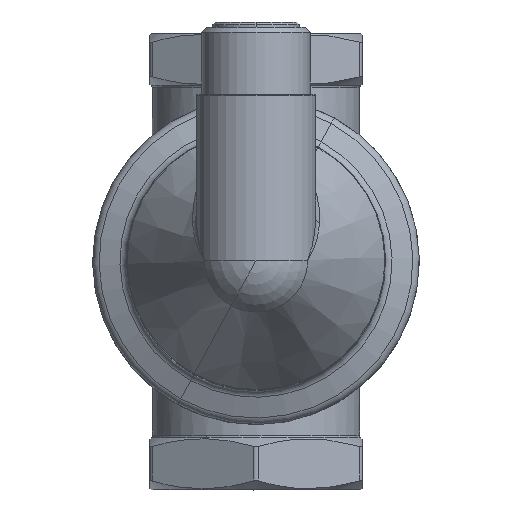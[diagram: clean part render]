
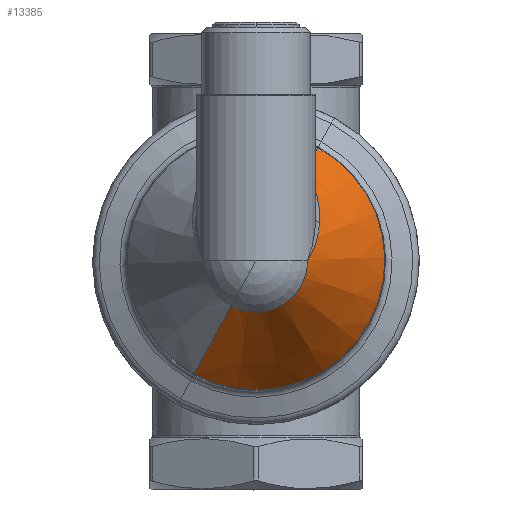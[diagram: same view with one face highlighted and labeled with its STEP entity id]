
A CAD part, top view. The second image highlights one B-rep face of the part: STEP entity #13385.
In plain terms, the highlighted conical face has half-angle 30 degrees and reference radius 9.959 mm.
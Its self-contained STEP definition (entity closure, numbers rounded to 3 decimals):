
#13337=AXIS2_PLACEMENT_3D('Cone Axis2P3D',#13334,#13335,#13336) ;
#13369=AXIS2_PLACEMENT_3D('Circle Axis2P3D',#13367,#13368,$) ;
#13374=AXIS2_PLACEMENT_3D('Circle Axis2P3D',#13372,#13373,$) ;
#12852=CARTESIAN_POINT('Vertex',(-4.775,-8.74,98.25)) ;
#12892=CARTESIAN_POINT('Control Point',(12.25,7.073,91.)) ;
#12893=CARTESIAN_POINT('Control Point',(12.213,6.581,91.482)) ;
#12894=CARTESIAN_POINT('Control Point',(12.157,6.094,91.962)) ;
#12895=CARTESIAN_POINT('Control Point',(12.083,5.613,92.438)) ;
#12896=CARTESIAN_POINT('Control Point',(11.825,4.264,93.784)) ;
#12897=CARTESIAN_POINT('Control Point',(11.432,2.977,95.095)) ;
#12898=CARTESIAN_POINT('Control Point',(11.124,2.173,95.927)) ;
#12899=CARTESIAN_POINT('Control Point',(10.698,1.26,96.887)) ;
#12900=CARTESIAN_POINT('Control Point',(10.208,0.408,97.807)) ;
#12901=CARTESIAN_POINT('Control Point',(10.13,0.274,97.951)) ;
#12902=CARTESIAN_POINT('Control Point',(10.047,0.14,98.097)) ;
#12903=CARTESIAN_POINT('Control Point',(9.964,0.007,98.242)) ;
#12904=CARTESIAN_POINT('Control Point',(9.962,0.005,98.245)) ;
#12905=CARTESIAN_POINT('Control Point',(9.961,0.002,98.247)) ;
#12906=CARTESIAN_POINT('Control Point',(9.959,0.,98.25)) ;
#12907=CARTESIAN_POINT('Vertex',(9.959,0.,98.25)) ;
#12909=CARTESIAN_POINT('Vertex',(12.25,7.073,91.)) ;
#13027=CARTESIAN_POINT('Control Point',(9.482,17.356,81.244)) ;
#13028=CARTESIAN_POINT('Control Point',(9.856,16.834,81.729)) ;
#13029=CARTESIAN_POINT('Control Point',(10.191,16.301,82.223)) ;
#13030=CARTESIAN_POINT('Control Point',(10.491,15.763,82.724)) ;
#13031=CARTESIAN_POINT('Control Point',(11.072,14.581,83.827)) ;
#13032=CARTESIAN_POINT('Control Point',(11.509,13.386,84.948)) ;
#13033=CARTESIAN_POINT('Control Point',(11.707,12.738,85.559)) ;
#13034=CARTESIAN_POINT('Control Point',(12.09,11.198,87.016)) ;
#13035=CARTESIAN_POINT('Control Point',(12.277,9.669,88.478)) ;
#13036=CARTESIAN_POINT('Control Point',(12.325,8.791,89.324)) ;
#13037=CARTESIAN_POINT('Control Point',(12.315,7.924,90.166)) ;
#13038=CARTESIAN_POINT('Control Point',(12.25,7.073,91.)) ;
#13039=CARTESIAN_POINT('Vertex',(9.482,17.356,81.244)) ;
#13334=CARTESIAN_POINT('Axis2P3D Location',(0.,0.,98.25)) ;
#13339=CARTESIAN_POINT('Line Origine',(8.348,15.281,85.34)) ;
#13343=CARTESIAN_POINT('Vertex',(11.921,21.822,72.431)) ;
#13350=CARTESIAN_POINT('Vertex',(-11.921,-21.822,72.431)) ;
#13353=CARTESIAN_POINT('Line Origine',(-8.348,-15.281,85.34)) ;
#13367=CARTESIAN_POINT('Axis2P3D Location',(0.,0.,98.25)) ;
#13372=CARTESIAN_POINT('Axis2P3D Location',(0.,0.,72.431)) ;
#13335=DIRECTION('Axis2P3D Direction',(0.,0.,-1.)) ;
#13336=DIRECTION('Axis2P3D XDirection',(0.479,0.878,0.)) ;
#13340=DIRECTION('Vector Direction',(0.24,0.439,-0.866)) ;
#13354=DIRECTION('Vector Direction',(-0.24,-0.439,-0.866)) ;
#13368=DIRECTION('Axis2P3D Direction',(0.,0.,-1.)) ;
#13373=DIRECTION('Axis2P3D Direction',(0.,0.,-1.)) ;
#13341=VECTOR('Line Direction',#13340,1.) ;
#13355=VECTOR('Line Direction',#13354,1.) ;
#13378=ORIENTED_EDGE('',*,*,#13371,.T.) ;
#13379=ORIENTED_EDGE('',*,*,#13357,.F.) ;
#13380=ORIENTED_EDGE('',*,*,#13376,.F.) ;
#13381=ORIENTED_EDGE('',*,*,#13345,.T.) ;
#13382=ORIENTED_EDGE('',*,*,#13041,.F.) ;
#13383=ORIENTED_EDGE('',*,*,#12911,.F.) ;
#13385=ADVANCED_FACE('Hauptk\X2\00F6\X0\rper',(#13384),#13338,.T.) ;
#12891=B_SPLINE_CURVE_WITH_KNOTS('',5,(#12892,#12893,#12894,#12895,#12896,#12897,#12898,#12899,#12900,#12901,#12902,#12903,#12904,#12905,#12906),.UNSPECIFIED.,.F.,.U.,(6,3,3,3,6),(20.422,25.465,34.774,36.524,36.557),.UNSPECIFIED.) ;
#13026=B_SPLINE_CURVE_WITH_KNOTS('',5,(#13027,#13028,#13029,#13030,#13031,#13032,#13033,#13034,#13035,#13036,#13037,#13038),.UNSPECIFIED.,.F.,.U.,(6,3,3,6),(0.,5.373,11.695,20.422),.UNSPECIFIED.) ;
#13370=CIRCLE('generated circle',#13369,9.959) ;
#13375=CIRCLE('generated circle',#13374,24.866) ;
#13338=CONICAL_SURFACE('Cone',#13337,9.959,0.524) ;
#12911=EDGE_CURVE('',#12908,#12910,#12891,.F.) ;
#13041=EDGE_CURVE('',#12910,#13040,#13026,.F.) ;
#13345=EDGE_CURVE('',#13344,#13040,#13342,.F.) ;
#13357=EDGE_CURVE('',#13351,#12853,#13356,.F.) ;
#13371=EDGE_CURVE('',#12908,#12853,#13370,.T.) ;
#13376=EDGE_CURVE('',#13344,#13351,#13375,.T.) ;
#13377=EDGE_LOOP('',(#13378,#13379,#13380,#13381,#13382,#13383)) ;
#13384=FACE_OUTER_BOUND('',#13377,.T.) ;
#13342=LINE('Line',#13339,#13341) ;
#13356=LINE('Line',#13353,#13355) ;
#12853=VERTEX_POINT('',#12852) ;
#12908=VERTEX_POINT('',#12907) ;
#12910=VERTEX_POINT('',#12909) ;
#13040=VERTEX_POINT('',#13039) ;
#13344=VERTEX_POINT('',#13343) ;
#13351=VERTEX_POINT('',#13350) ;
